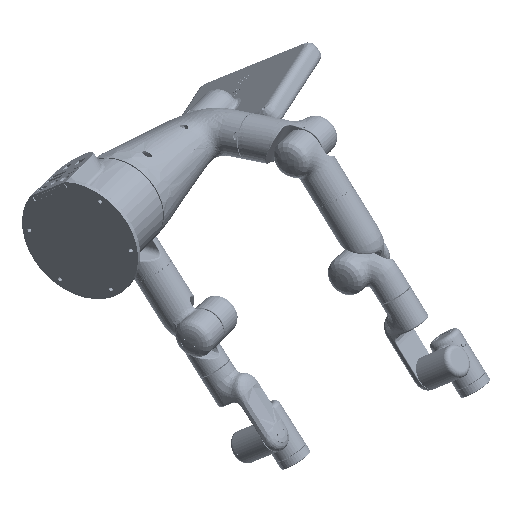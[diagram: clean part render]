
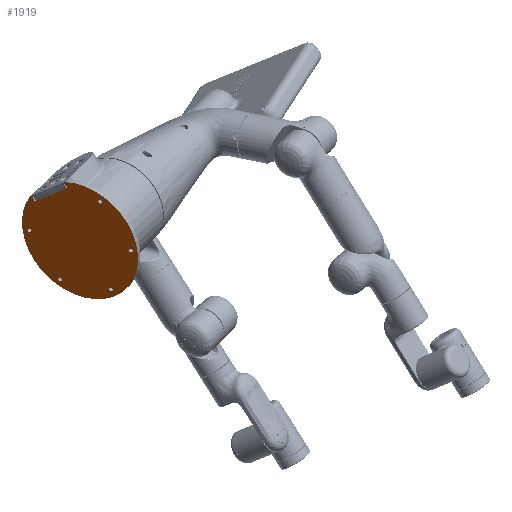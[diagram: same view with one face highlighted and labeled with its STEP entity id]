
A CAD part, left-side view. The second image highlights one B-rep face of the part: STEP entity #1919.
In plain terms, the highlighted face is planar.
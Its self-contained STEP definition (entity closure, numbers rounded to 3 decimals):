
#631=DIRECTION('',(0.,0.,-1.));
#632=VECTOR('',#631,10.);
#633=CARTESIAN_POINT('',(115.,-35.115,-82.5));
#634=LINE('',#633,#632);
#635=DIRECTION('',(0.,-1.,0.));
#636=VECTOR('',#635,2.285);
#637=CARTESIAN_POINT('',(115.,-35.115,-92.5));
#638=LINE('',#637,#636);
#639=CARTESIAN_POINT('',(115.,-37.4,-89.5));
#640=DIRECTION('',(-1.,0.,0.));
#641=DIRECTION('',(0.,0.,-1.));
#642=AXIS2_PLACEMENT_3D('',#639,#640,#641);
#644=CARTESIAN_POINT('',(115.,0.,0.));
#645=DIRECTION('',(-1.,0.,0.));
#646=DIRECTION('',(0.,-0.386,-0.923));
#647=AXIS2_PLACEMENT_3D('',#644,#645,#646);
#649=CARTESIAN_POINT('',(115.,0.,0.));
#650=DIRECTION('',(-1.,0.,0.));
#651=DIRECTION('',(0.,0.,1.));
#652=AXIS2_PLACEMENT_3D('',#649,#650,#651);
#654=CARTESIAN_POINT('',(115.,0.,0.));
#655=DIRECTION('',(-1.,0.,0.));
#656=DIRECTION('',(0.,0.386,0.923));
#657=AXIS2_PLACEMENT_3D('',#654,#655,#656);
#659=CARTESIAN_POINT('',(115.,37.4,-89.5));
#660=DIRECTION('',(-1.,0.,0.));
#661=DIRECTION('',(0.,0.386,-0.923));
#662=AXIS2_PLACEMENT_3D('',#659,#660,#661);
#664=DIRECTION('',(0.,-1.,0.));
#665=VECTOR('',#664,2.285);
#666=CARTESIAN_POINT('',(115.,37.4,-92.5));
#667=LINE('',#666,#665);
#668=DIRECTION('',(0.,0.,1.));
#669=VECTOR('',#668,10.);
#670=CARTESIAN_POINT('',(115.,35.115,-92.5));
#671=LINE('',#670,#669);
#672=CARTESIAN_POINT('',(115.,-76.21,44.));
#673=DIRECTION('',(1.,0.,0.));
#674=DIRECTION('',(0.,0.5,0.866));
#675=AXIS2_PLACEMENT_3D('',#672,#673,#674);
#677=CARTESIAN_POINT('',(115.,-76.21,44.));
#678=DIRECTION('',(1.,0.,0.));
#679=DIRECTION('',(0.,-0.5,-0.866));
#680=AXIS2_PLACEMENT_3D('',#677,#678,#679);
#682=CARTESIAN_POINT('',(115.,-76.21,-44.));
#683=DIRECTION('',(1.,0.,0.));
#684=DIRECTION('',(0.,-0.5,0.866));
#685=AXIS2_PLACEMENT_3D('',#682,#683,#684);
#687=CARTESIAN_POINT('',(115.,-76.21,-44.));
#688=DIRECTION('',(1.,0.,0.));
#689=DIRECTION('',(0.,0.5,-0.866));
#690=AXIS2_PLACEMENT_3D('',#687,#688,#689);
#692=CARTESIAN_POINT('',(115.,76.21,-44.));
#693=DIRECTION('',(1.,0.,0.));
#694=DIRECTION('',(0.,-0.5,-0.866));
#695=AXIS2_PLACEMENT_3D('',#692,#693,#694);
#697=CARTESIAN_POINT('',(115.,76.21,-44.));
#698=DIRECTION('',(1.,0.,0.));
#699=DIRECTION('',(0.,0.5,0.866));
#700=AXIS2_PLACEMENT_3D('',#697,#698,#699);
#702=CARTESIAN_POINT('',(115.,0.,88.));
#703=DIRECTION('',(1.,0.,0.));
#704=DIRECTION('',(0.,1.,0.));
#705=AXIS2_PLACEMENT_3D('',#702,#703,#704);
#707=CARTESIAN_POINT('',(115.,0.,88.));
#708=DIRECTION('',(1.,0.,0.));
#709=DIRECTION('',(0.,-1.,0.));
#710=AXIS2_PLACEMENT_3D('',#707,#708,#709);
#712=CARTESIAN_POINT('',(115.,76.21,44.));
#713=DIRECTION('',(1.,0.,0.));
#714=DIRECTION('',(0.,0.5,-0.866));
#715=AXIS2_PLACEMENT_3D('',#712,#713,#714);
#717=CARTESIAN_POINT('',(115.,76.21,44.));
#718=DIRECTION('',(1.,0.,0.));
#719=DIRECTION('',(0.,-0.5,0.866));
#720=AXIS2_PLACEMENT_3D('',#717,#718,#719);
#722=DIRECTION('',(0.,1.,0.));
#723=VECTOR('',#722,70.23);
#724=CARTESIAN_POINT('',(115.,-35.115,-82.5));
#725=LINE('',#724,#723);
#1001=CARTESIAN_POINT('',(115.,-37.4,-92.5));
#1002=VERTEX_POINT('',#1001);
#1003=CARTESIAN_POINT('',(115.,-35.115,-92.5));
#1004=VERTEX_POINT('',#1003);
#1009=CARTESIAN_POINT('',(115.,35.115,-92.5));
#1010=VERTEX_POINT('',#1009);
#1011=CARTESIAN_POINT('',(115.,37.4,-92.5));
#1012=VERTEX_POINT('',#1011);
#1013=CARTESIAN_POINT('',(115.,38.557,-92.268));
#1014=VERTEX_POINT('',#1013);
#1015=CARTESIAN_POINT('',(115.,-35.115,-82.5));
#1016=CARTESIAN_POINT('',(115.,35.115,-82.5));
#1017=VERTEX_POINT('',#1015);
#1018=VERTEX_POINT('',#1016);
#1019=CARTESIAN_POINT('',(115.,-38.557,-92.268));
#1020=VERTEX_POINT('',#1019);
#1021=CARTESIAN_POINT('',(115.,0.,100.));
#1022=VERTEX_POINT('',#1021);
#1023=CARTESIAN_POINT('',(115.,38.557,92.268));
#1024=VERTEX_POINT('',#1023);
#1025=CARTESIAN_POINT('',(115.,-74.585,46.815));
#1026=CARTESIAN_POINT('',(115.,-77.835,41.185));
#1027=VERTEX_POINT('',#1025);
#1028=VERTEX_POINT('',#1026);
#1029=CARTESIAN_POINT('',(115.,-77.835,-41.185));
#1030=CARTESIAN_POINT('',(115.,-74.585,-46.815));
#1031=VERTEX_POINT('',#1029);
#1032=VERTEX_POINT('',#1030);
#1033=CARTESIAN_POINT('',(115.,74.585,-46.815));
#1034=CARTESIAN_POINT('',(115.,77.835,-41.185));
#1035=VERTEX_POINT('',#1033);
#1036=VERTEX_POINT('',#1034);
#1037=CARTESIAN_POINT('',(115.,3.25,88.));
#1038=CARTESIAN_POINT('',(115.,-3.25,88.));
#1039=VERTEX_POINT('',#1037);
#1040=VERTEX_POINT('',#1038);
#1041=CARTESIAN_POINT('',(115.,77.835,41.185));
#1042=CARTESIAN_POINT('',(115.,74.585,46.815));
#1043=VERTEX_POINT('',#1041);
#1044=VERTEX_POINT('',#1042);
#1865=CARTESIAN_POINT('',(115.,0.,0.));
#1866=DIRECTION('',(1.,0.,0.));
#1867=DIRECTION('',(0.,-1.,0.));
#1868=AXIS2_PLACEMENT_3D('',#1865,#1866,#1867);
#1869=PLANE('',#1868);
#1871=ORIENTED_EDGE('',*,*,#1870,.F.);
#1873=ORIENTED_EDGE('',*,*,#1872,.T.);
#1874=ORIENTED_EDGE('',*,*,#1744,.T.);
#1876=ORIENTED_EDGE('',*,*,#1875,.T.);
#1878=ORIENTED_EDGE('',*,*,#1877,.T.);
#1880=ORIENTED_EDGE('',*,*,#1879,.T.);
#1882=ORIENTED_EDGE('',*,*,#1881,.T.);
#1883=ORIENTED_EDGE('',*,*,#1858,.T.);
#1884=ORIENTED_EDGE('',*,*,#1752,.T.);
#1886=ORIENTED_EDGE('',*,*,#1885,.T.);
#1887=EDGE_LOOP('',(#1871,#1873,#1874,#1876,#1878,#1880,#1882,#1883,#1884,
#1886));
#1888=FACE_OUTER_BOUND('',#1887,.F.);
#1890=ORIENTED_EDGE('',*,*,#1889,.T.);
#1892=ORIENTED_EDGE('',*,*,#1891,.T.);
#1893=EDGE_LOOP('',(#1890,#1892));
#1894=FACE_BOUND('',#1893,.F.);
#1896=ORIENTED_EDGE('',*,*,#1895,.T.);
#1898=ORIENTED_EDGE('',*,*,#1897,.T.);
#1899=EDGE_LOOP('',(#1896,#1898));
#1900=FACE_BOUND('',#1899,.F.);
#1902=ORIENTED_EDGE('',*,*,#1901,.T.);
#1904=ORIENTED_EDGE('',*,*,#1903,.T.);
#1905=EDGE_LOOP('',(#1902,#1904));
#1906=FACE_BOUND('',#1905,.F.);
#1908=ORIENTED_EDGE('',*,*,#1907,.T.);
#1910=ORIENTED_EDGE('',*,*,#1909,.T.);
#1911=EDGE_LOOP('',(#1908,#1910));
#1912=FACE_BOUND('',#1911,.F.);
#1914=ORIENTED_EDGE('',*,*,#1913,.T.);
#1916=ORIENTED_EDGE('',*,*,#1915,.T.);
#1917=EDGE_LOOP('',(#1914,#1916));
#1918=FACE_BOUND('',#1917,.F.);
#1919=ADVANCED_FACE('',(#1888,#1894,#1900,#1906,#1912,#1918),#1869,.T.);
#643=CIRCLE('',#642,3.);
#648=CIRCLE('',#647,100.);
#653=CIRCLE('',#652,100.);
#658=CIRCLE('',#657,100.);
#663=CIRCLE('',#662,3.);
#676=CIRCLE('',#675,3.25);
#681=CIRCLE('',#680,3.25);
#686=CIRCLE('',#685,3.25);
#691=CIRCLE('',#690,3.25);
#696=CIRCLE('',#695,3.25);
#701=CIRCLE('',#700,3.25);
#706=CIRCLE('',#705,3.25);
#711=CIRCLE('',#710,3.25);
#716=CIRCLE('',#715,3.25);
#721=CIRCLE('',#720,3.25);
#1744=EDGE_CURVE('',#1004,#1002,#638,.T.);
#1752=EDGE_CURVE('',#1012,#1010,#667,.T.);
#1858=EDGE_CURVE('',#1014,#1012,#663,.T.);
#1870=EDGE_CURVE('',#1017,#1018,#725,.T.);
#1872=EDGE_CURVE('',#1017,#1004,#634,.T.);
#1875=EDGE_CURVE('',#1002,#1020,#643,.T.);
#1877=EDGE_CURVE('',#1020,#1022,#648,.T.);
#1879=EDGE_CURVE('',#1022,#1024,#653,.T.);
#1881=EDGE_CURVE('',#1024,#1014,#658,.T.);
#1885=EDGE_CURVE('',#1010,#1018,#671,.T.);
#1889=EDGE_CURVE('',#1027,#1028,#676,.T.);
#1891=EDGE_CURVE('',#1028,#1027,#681,.T.);
#1895=EDGE_CURVE('',#1031,#1032,#686,.T.);
#1897=EDGE_CURVE('',#1032,#1031,#691,.T.);
#1901=EDGE_CURVE('',#1035,#1036,#696,.T.);
#1903=EDGE_CURVE('',#1036,#1035,#701,.T.);
#1907=EDGE_CURVE('',#1039,#1040,#706,.T.);
#1909=EDGE_CURVE('',#1040,#1039,#711,.T.);
#1913=EDGE_CURVE('',#1043,#1044,#716,.T.);
#1915=EDGE_CURVE('',#1044,#1043,#721,.T.);
